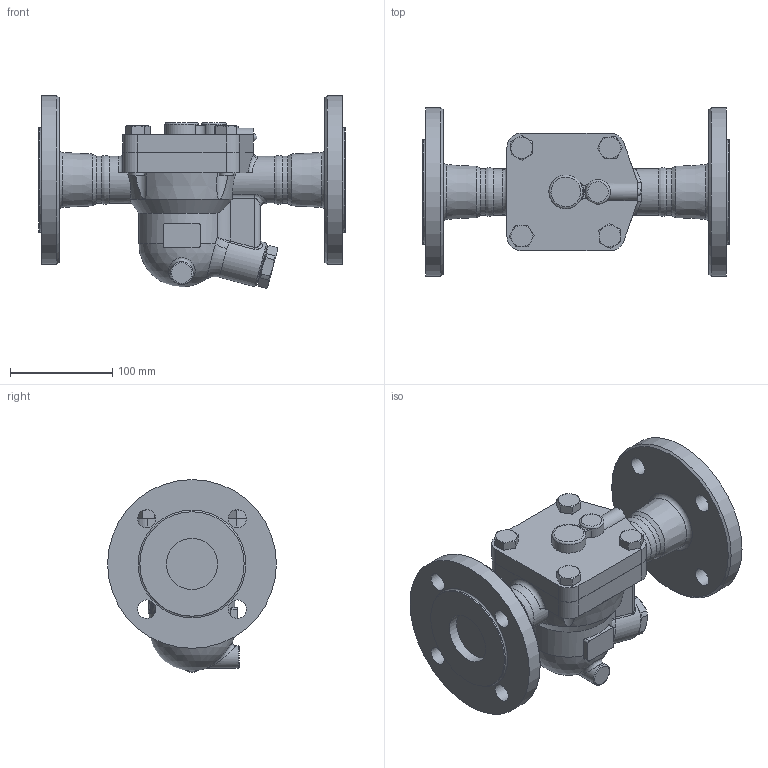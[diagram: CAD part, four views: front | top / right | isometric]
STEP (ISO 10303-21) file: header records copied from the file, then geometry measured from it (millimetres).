
FILE_DESCRIPTION(/* description */ (''),/* implementation_level */ '2;1');
FILE_NAME(/* name */ 'j5rlb-050-e0025-00.stp',/* time_stamp */ '2015-03-25T11:47:07+09:00',/* author */ ('nakaot'),/* organization */ (''),/* preprocessor_version */ 'ST-DEVELOPER v15.6',/* originating_system */ 'Autodesk Inventor 2015',/* authorisation */ '');
FILE_SCHEMA (('CONFIG_CONTROL_DESIGN'));
Length unit declared in the file: millimetre
Products named in the file (1): j5rlb-050-e0025-00
Bounding box: 300 x 165 x 188.58 mm (x, y, z)
Volume: 2310695.7 mm3; surface area: 229698.3 mm2
Topology: 1 solids, 1 shells, 278 faces, 691 edges, 436 vertices
Faces by surface type: plane 107, cylinder 74, cone 51, bspline 29, torus 15, sphere 2
Full cylindrical faces by diameter (mm): 14 x8, 16 x4, 18 x8, 22 x1, 27 x1, 44 x1, 46 x4, 50 x2, 80 x1, 102 x2, 165 x2
Entity records: 13196 total; most frequent: CARTESIAN_POINT 7192, ORIENTED_EDGE 1230, DIRECTION 1185, EDGE_CURVE 615, AXIS2_PLACEMENT_3D 498, VERTEX_POINT 414, EDGE_LOOP 377, FACE_OUTER_BOUND 278
